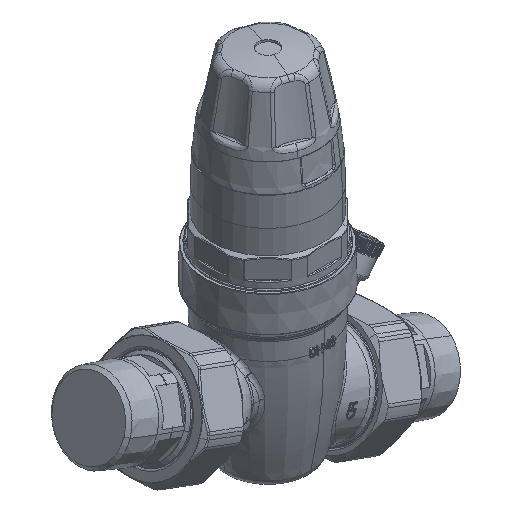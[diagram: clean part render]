
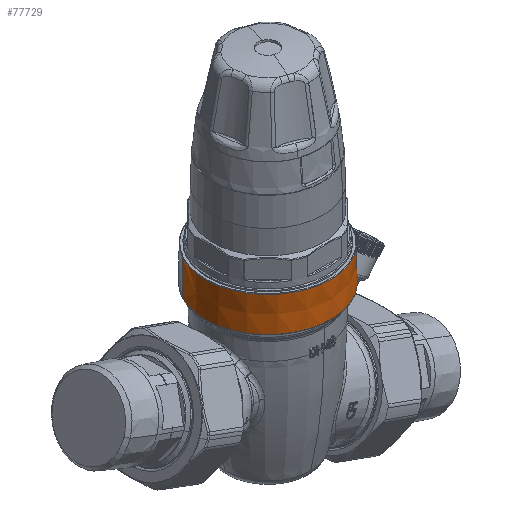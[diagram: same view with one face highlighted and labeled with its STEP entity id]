
A CAD part, isometric view. The second image highlights one B-rep face of the part: STEP entity #77729.
In plain terms, the highlighted conical face has half-angle 0.5 degrees and reference radius 38.85 mm.
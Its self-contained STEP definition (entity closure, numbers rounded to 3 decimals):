
#68671=CARTESIAN_POINT('Vertex',(-34.096,18.627,58.189)) ;
#68674=CARTESIAN_POINT('Axis2P3D Location',(0.,0.,58.189)) ;
#68678=CARTESIAN_POINT('Vertex',(34.096,-18.627,58.189)) ;
#77699=CARTESIAN_POINT('Axis2P3D Location',(0.,0.,58.487)) ;
#77704=CARTESIAN_POINT('Line Origine',(-34.178,18.672,47.487)) ;
#77708=CARTESIAN_POINT('Vertex',(-34.26,18.716,36.789)) ;
#77711=CARTESIAN_POINT('Axis2P3D Location',(0.,0.,36.789)) ;
#77715=CARTESIAN_POINT('Vertex',(34.26,-18.716,36.789)) ;
#77718=CARTESIAN_POINT('Line Origine',(34.178,-18.672,47.487)) ;
#68675=DIRECTION('Axis2P3D Direction',(0.,0.,-1.)) ;
#77700=DIRECTION('Axis2P3D Direction',(0.,0.,-1.)) ;
#77701=DIRECTION('Axis2P3D XDirection',(0.878,-0.479,0.)) ;
#77705=DIRECTION('Vector Direction',(-0.008,0.004,-1.)) ;
#77712=DIRECTION('Axis2P3D Direction',(0.,0.,-1.)) ;
#77719=DIRECTION('Vector Direction',(0.008,-0.004,-1.)) ;
#68676=AXIS2_PLACEMENT_3D('Circle Axis2P3D',#68674,#68675,$) ;
#77702=AXIS2_PLACEMENT_3D('Cone Axis2P3D',#77699,#77700,#77701) ;
#77713=AXIS2_PLACEMENT_3D('Circle Axis2P3D',#77711,#77712,$) ;
#77724=ORIENTED_EDGE('',*,*,#77710,.F.) ;
#77725=ORIENTED_EDGE('',*,*,#77717,.F.) ;
#77726=ORIENTED_EDGE('',*,*,#77722,.T.) ;
#77727=ORIENTED_EDGE('',*,*,#68680,.F.) ;
#77706=VECTOR('Line Direction',#77705,1.) ;
#77720=VECTOR('Line Direction',#77719,1.) ;
#77729=ADVANCED_FACE('PartBody',(#77728),#77703,.T.) ;
#68677=CIRCLE('generated circle',#68676,38.853) ;
#77714=CIRCLE('generated circle',#77713,39.039) ;
#77703=CONICAL_SURFACE('Cone',#77702,38.85,0.009) ;
#68680=EDGE_CURVE('',#68672,#68679,#68677,.F.) ;
#77710=EDGE_CURVE('',#77709,#68672,#77707,.F.) ;
#77717=EDGE_CURVE('',#77716,#77709,#77714,.T.) ;
#77722=EDGE_CURVE('',#77716,#68679,#77721,.F.) ;
#77723=EDGE_LOOP('',(#77724,#77725,#77726,#77727)) ;
#77728=FACE_OUTER_BOUND('',#77723,.T.) ;
#77707=LINE('Line',#77704,#77706) ;
#77721=LINE('Line',#77718,#77720) ;
#68672=VERTEX_POINT('',#68671) ;
#68679=VERTEX_POINT('',#68678) ;
#77709=VERTEX_POINT('',#77708) ;
#77716=VERTEX_POINT('',#77715) ;
